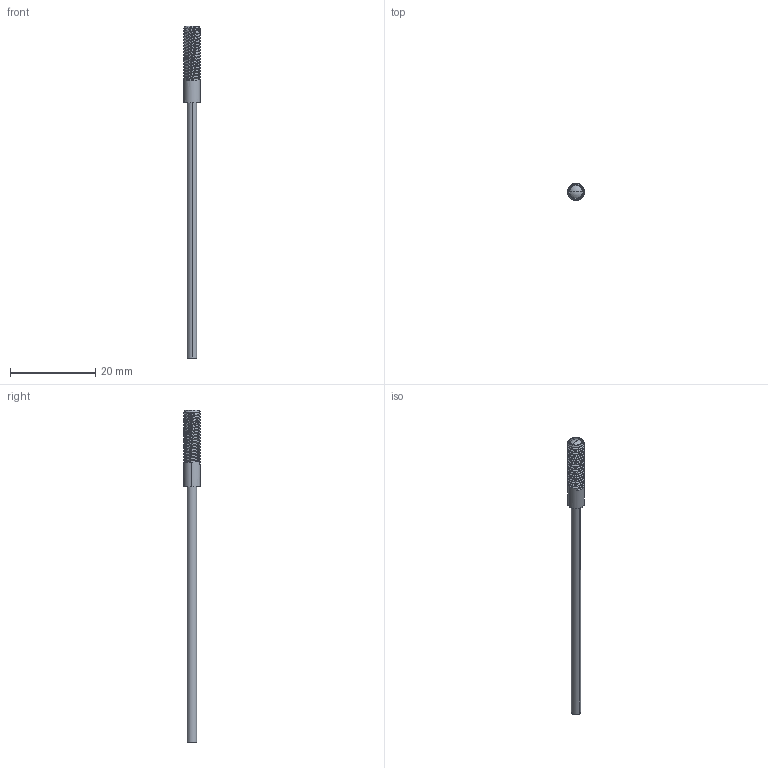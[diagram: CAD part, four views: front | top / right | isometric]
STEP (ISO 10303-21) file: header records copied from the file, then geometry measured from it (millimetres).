
FILE_DESCRIPTION((''),'2;1');
FILE_NAME('PT4Y20JP','2020-06-17T11:49:07',('Administrator'),(''),'CREO PARAMETRIC BY PTC INC, 2018400','CREO PARAMETRIC BY PTC INC, 2018400','');
FILE_SCHEMA(('AUTOMOTIVE_DESIGN { 1 0 10303 214 1 1 1 1 }'));
Length unit declared in the file: millimetre
Products named in the file (1): PT4Y20JP
Bounding box: 4 x 4 x 78.1 mm (x, y, z)
Volume: 429.6 mm3; surface area: 734 mm2
Topology: 1 solids, 1 shells, 62 faces, 165 edges, 105 vertices
Faces by surface type: cylinder 38, bspline 15, plane 5, sphere 2, cone 2
Entity records: 6497 total; most frequent: CARTESIAN_POINT 5114, ORIENTED_EDGE 326, DIRECTION 175, EDGE_CURVE 163, VERTEX_POINT 105, B_SPLINE_CURVE_WITH_KNOTS 96, EDGE_LOOP 64, FACE_OUTER_BOUND 62
